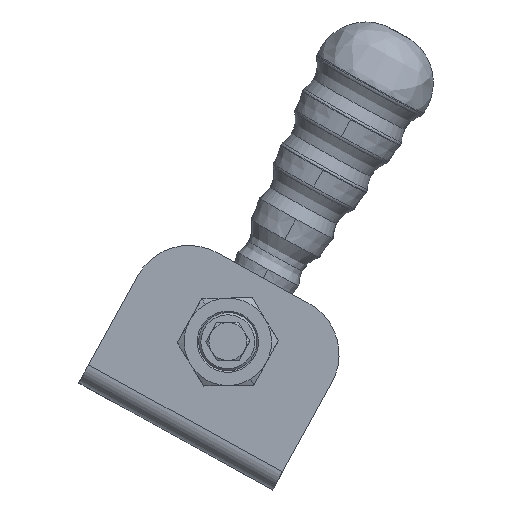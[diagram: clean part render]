
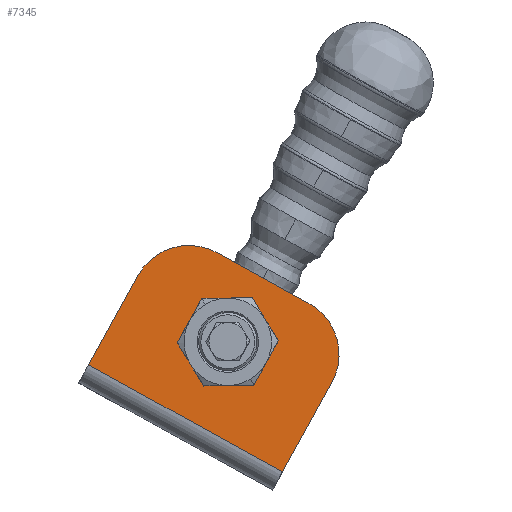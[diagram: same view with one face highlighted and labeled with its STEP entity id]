
A CAD part, top view. The second image highlights one B-rep face of the part: STEP entity #7345.
In plain terms, the highlighted planar face has unit normal (0, 0, 1).
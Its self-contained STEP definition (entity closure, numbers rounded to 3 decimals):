
#2011=CARTESIAN_POINT('',(-22.661,-8.896,-17.869));
#2012=VERTEX_POINT('',#2011);
#2021=CARTESIAN_POINT('',(-24.363,-24.108,-17.869));
#2022=VERTEX_POINT('',#2021);
#2023=CARTESIAN_POINT('',(-41.875,-14.448,-17.869));
#2024=DIRECTION('',(0.,0.,-1.));
#2025=DIRECTION('',(0.961,0.278,0.));
#2026=AXIS2_PLACEMENT_3D('',#2023,#2024,#2025);
#2027=CIRCLE('',#2026,20.);
#2028=EDGE_CURVE('',#2012,#2022,#2027,.T.);
#2053=CARTESIAN_POINT('',(-78.949,22.156,-17.869));
#2054=VERTEX_POINT('',#2053);
#2063=CARTESIAN_POINT('',(-63.736,20.454,-17.869));
#2064=VERTEX_POINT('',#2063);
#2065=CARTESIAN_POINT('',(-73.397,2.942,-17.869));
#2066=DIRECTION('',(0.,0.,-1.));
#2067=DIRECTION('',(-0.278,0.961,0.));
#2068=AXIS2_PLACEMENT_3D('',#2065,#2066,#2067);
#2069=CIRCLE('',#2068,20.0);
#2070=EDGE_CURVE('',#2054,#2064,#2069,.T.);
#4281=CARTESIAN_POINT('',(-67.803,2.711,-17.869));
#4282=VERTEX_POINT('',#4281);
#4289=CARTESIAN_POINT('',(-60.344,4.866,-17.869));
#4290=VERTEX_POINT('',#4289);
#4304=CARTESIAN_POINT('',(-60.051,-10.131,-17.869));
#4305=DIRECTION('',(0.,0.,-1.));
#4306=DIRECTION('',(-0.517,0.856,0.));
#4307=AXIS2_PLACEMENT_3D('',#4304,#4305,#4306);
#4308=CIRCLE('',#4307,15.);
#4309=EDGE_CURVE('',#4282,#4290,#4308,.T.);
#4319=CARTESIAN_POINT('',(-52.3,-22.973,-17.869));
#4320=VERTEX_POINT('',#4319);
#4329=CARTESIAN_POINT('',(-46.917,-17.376,-17.869));
#4330=VERTEX_POINT('',#4329);
#4331=CARTESIAN_POINT('',(-60.051,-10.131,-17.869));
#4332=DIRECTION('',(0.,0.,-1.));
#4333=DIRECTION('',(-0.517,0.856,0.));
#4334=AXIS2_PLACEMENT_3D('',#4331,#4332,#4333);
#4335=CIRCLE('',#4334,15.);
#4336=EDGE_CURVE('',#4330,#4320,#4335,.T.);
#6739=CARTESIAN_POINT('',(-72.893,-17.882,-17.869));
#6740=VERTEX_POINT('',#6739);
#6756=CARTESIAN_POINT('',(-59.759,-25.128,-17.869));
#6757=VERTEX_POINT('',#6756);
#6758=CARTESIAN_POINT('',(-60.051,-10.131,-17.869));
#6759=DIRECTION('',(0.,0.,-1.));
#6760=DIRECTION('',(-0.517,0.856,0.));
#6761=AXIS2_PLACEMENT_3D('',#6758,#6759,#6760);
#6762=CIRCLE('',#6761,15.);
#6763=EDGE_CURVE('',#6757,#6740,#6762,.T.);
#6800=CARTESIAN_POINT('',(-60.051,-10.131,-17.869));
#6801=DIRECTION('',(0.,0.,-1.));
#6802=DIRECTION('',(-0.517,0.856,0.));
#6803=AXIS2_PLACEMENT_3D('',#6800,#6801,#6802);
#6804=CIRCLE('',#6803,15.);
#6805=EDGE_CURVE('',#4320,#6757,#6804,.T.);
#6815=CARTESIAN_POINT('',(-73.185,-2.885,-17.869));
#6816=VERTEX_POINT('',#6815);
#6832=CARTESIAN_POINT('',(-60.051,-10.131,-17.869));
#6833=DIRECTION('',(0.,0.,-1.));
#6834=DIRECTION('',(-0.517,0.856,0.));
#6835=AXIS2_PLACEMENT_3D('',#6832,#6833,#6834);
#6836=CIRCLE('',#6835,15.);
#6837=EDGE_CURVE('',#6740,#6816,#6836,.T.);
#6862=CARTESIAN_POINT('',(-47.21,-2.379,-17.869));
#6863=VERTEX_POINT('',#6862);
#6890=CARTESIAN_POINT('',(-60.051,-10.131,-17.869));
#6891=DIRECTION('',(0.,0.,-1.));
#6892=DIRECTION('',(-0.517,0.856,0.));
#6893=AXIS2_PLACEMENT_3D('',#6890,#6891,#6892);
#6894=CIRCLE('',#6893,15.);
#6895=EDGE_CURVE('',#6863,#4330,#6894,.T.);
#6906=CARTESIAN_POINT('',(-60.051,-10.131,-17.869));
#6907=DIRECTION('',(0.,0.,-1.));
#6908=DIRECTION('',(-0.517,0.856,0.));
#6909=AXIS2_PLACEMENT_3D('',#6906,#6907,#6908);
#6910=CIRCLE('',#6909,15.);
#6911=EDGE_CURVE('',#6816,#4282,#6910,.T.);
#6962=CARTESIAN_POINT('',(-60.051,-10.131,-17.869));
#6963=DIRECTION('',(0.,0.,-1.));
#6964=DIRECTION('',(-0.517,0.856,0.));
#6965=AXIS2_PLACEMENT_3D('',#6962,#6963,#6964);
#6966=CIRCLE('',#6965,15.);
#6967=EDGE_CURVE('',#4290,#6863,#6966,.T.);
#7280=CARTESIAN_POINT('',(-62.95,-15.384,-17.869));
#7281=DIRECTION('',(0.0,0.0,-1.0));
#7282=DIRECTION('',(-0.876,0.483,0.0));
#7283=AXIS2_PLACEMENT_3D('',#7280,#7281,#7282);
#7284=PLANE('',#7283);
#7285=CARTESIAN_POINT('',(-90.909,12.603,-17.869));
#7286=VERTEX_POINT('',#7285);
#7287=CARTESIAN_POINT('',(-73.397,2.942,-17.869));
#7288=DIRECTION('',(0.,0.,-1.));
#7289=DIRECTION('',(-0.278,0.961,0.));
#7290=AXIS2_PLACEMENT_3D('',#7287,#7288,#7289);
#7291=CIRCLE('',#7290,20.0);
#7292=EDGE_CURVE('',#7286,#2054,#7291,.T.);
#7293=ORIENTED_EDGE('',*,*,#7292,.F.);
#7294=CARTESIAN_POINT('',(-107.815,-18.043,-17.869));
#7295=VERTEX_POINT('',#7294);
#7296=CARTESIAN_POINT('',(-107.815,-18.043,-17.869));
#7297=DIRECTION('',(0.483,0.876,0.0));
#7298=VECTOR('',#7297,35.);
#7299=LINE('',#7296,#7298);
#7300=EDGE_CURVE('',#7295,#7286,#7299,.T.);
#7301=ORIENTED_EDGE('',*,*,#7300,.F.);
#7302=CARTESIAN_POINT('',(-41.27,-54.754,-17.869));
#7303=VERTEX_POINT('',#7302);
#7304=CARTESIAN_POINT('',(-107.815,-18.043,-17.869));
#7305=DIRECTION('',(0.876,-0.483,0.));
#7306=VECTOR('',#7305,76.);
#7307=LINE('',#7304,#7306);
#7308=EDGE_CURVE('',#7295,#7303,#7307,.T.);
#7309=ORIENTED_EDGE('',*,*,#7308,.T.);
#7310=CARTESIAN_POINT('',(-24.363,-24.108,-17.869));
#7311=DIRECTION('',(-0.483,-0.876,0.0));
#7312=VECTOR('',#7311,35.);
#7313=LINE('',#7310,#7312);
#7314=EDGE_CURVE('',#2022,#7303,#7313,.T.);
#7315=ORIENTED_EDGE('',*,*,#7314,.F.);
#7316=ORIENTED_EDGE('',*,*,#2028,.F.);
#7317=CARTESIAN_POINT('',(-32.215,3.064,-17.869));
#7318=VERTEX_POINT('',#7317);
#7319=CARTESIAN_POINT('',(-41.875,-14.448,-17.869));
#7320=DIRECTION('',(0.,0.,-1.));
#7321=DIRECTION('',(0.961,0.278,0.));
#7322=AXIS2_PLACEMENT_3D('',#7319,#7320,#7321);
#7323=CIRCLE('',#7322,20.);
#7324=EDGE_CURVE('',#7318,#2012,#7323,.T.);
#7325=ORIENTED_EDGE('',*,*,#7324,.F.);
#7326=CARTESIAN_POINT('',(-63.736,20.454,-17.869));
#7327=DIRECTION('',(0.876,-0.483,0.));
#7328=VECTOR('',#7327,36.);
#7329=LINE('',#7326,#7328);
#7330=EDGE_CURVE('',#2064,#7318,#7329,.T.);
#7331=ORIENTED_EDGE('',*,*,#7330,.F.);
#7332=ORIENTED_EDGE('',*,*,#2070,.F.);
#7333=EDGE_LOOP('',(#7293,#7301,#7309,#7315,#7316,#7325,#7331,#7332));
#7334=FACE_OUTER_BOUND('',#7333,.T.);
#7335=ORIENTED_EDGE('',*,*,#6763,.T.);
#7336=ORIENTED_EDGE('',*,*,#6837,.T.);
#7337=ORIENTED_EDGE('',*,*,#6911,.T.);
#7338=ORIENTED_EDGE('',*,*,#4309,.T.);
#7339=ORIENTED_EDGE('',*,*,#6967,.T.);
#7340=ORIENTED_EDGE('',*,*,#6895,.T.);
#7341=ORIENTED_EDGE('',*,*,#4336,.T.);
#7342=ORIENTED_EDGE('',*,*,#6805,.T.);
#7343=EDGE_LOOP('',(#7335,#7336,#7337,#7338,#7339,#7340,#7341,#7342));
#7344=FACE_BOUND('',#7343,.T.);
#7345=ADVANCED_FACE('',(#7334,#7344),#7284,.F.);
